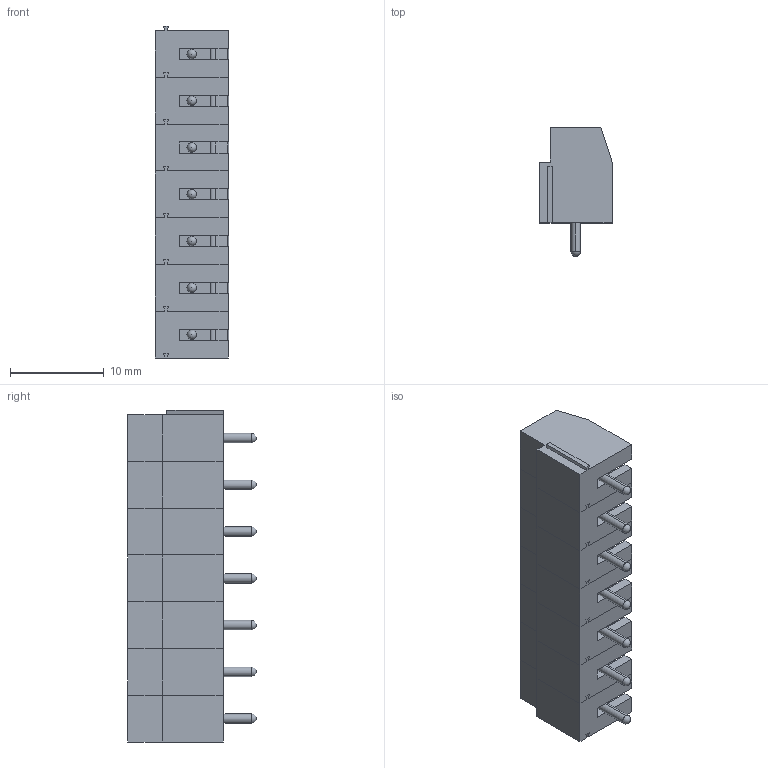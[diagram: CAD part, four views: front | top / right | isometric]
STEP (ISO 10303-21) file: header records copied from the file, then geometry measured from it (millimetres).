
FILE_DESCRIPTION (( 'STEP AP214' ), '1' );
FILE_NAME ('TBLOCK-7PIN-5mm pitch.STEP', '2020-06-29T08:20:41', ( '' ), ( '' ), 'SwSTEP 2.0', 'SolidWorks 2018', '' );
FILE_SCHEMA (( 'AUTOMOTIVE_DESIGN' ));
Length unit declared in the file: millimetre
Products named in the file (4): Inner; Screw; Outter; TBLOCK-7PIN-5mm pitch
Assembly tree (21 placements, depth 2):
  TBLOCK-7PIN-5mm pitch
    Outter  x7
    Screw  x7
    Inner  x7
Bounding box: 7.87 x 13.75 x 35.5 mm (x, y, z)
Volume: 1970.6 mm3; surface area: 5224.4 mm2
Topology: 21 solids, 21 shells, 1155 faces, 2898 edges, 1729 vertices
Faces by surface type: plane 469, cylinder 301, bspline 196, torus 91, sphere 77, cone 21
Entity records: 5701 total; most frequent: CARTESIAN_POINT 1767, ORIENTED_EDGE 802, DIRECTION 767, EDGE_CURVE 401, AXIS2_PLACEMENT_3D 285, VERTEX_POINT 245, LINE 197, VECTOR 197
